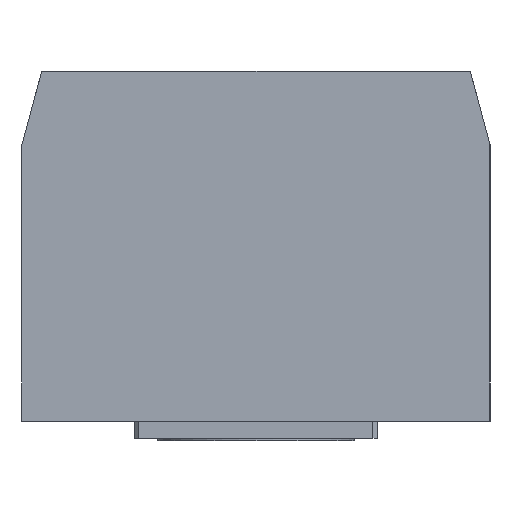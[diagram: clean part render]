
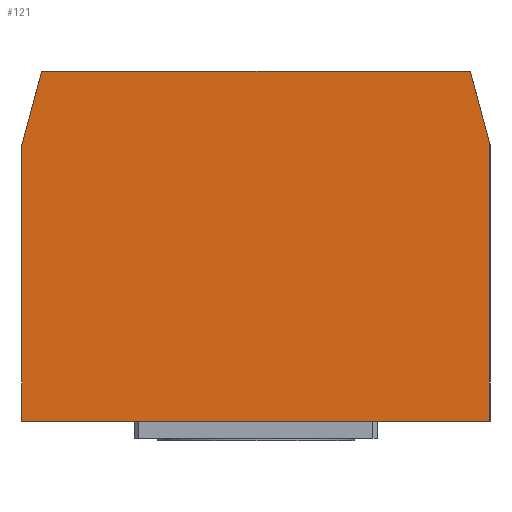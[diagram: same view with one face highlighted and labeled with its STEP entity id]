
A CAD part, left-side view. The second image highlights one B-rep face of the part: STEP entity #121.
In plain terms, the highlighted planar face has unit normal (-1, 0, 0).
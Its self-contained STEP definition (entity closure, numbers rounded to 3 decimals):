
#70=FACE_OUTER_BOUND('',#265,.T.);
#121=ADVANCED_FACE('',(#70),#178,.T.);
#178=PLANE('',#1146);
#265=EDGE_LOOP('',(#445,#446,#447,#448,#449,#450));
#445=ORIENTED_EDGE('',*,*,#746,.T.);
#446=ORIENTED_EDGE('',*,*,#796,.T.);
#447=ORIENTED_EDGE('',*,*,#797,.T.);
#448=ORIENTED_EDGE('',*,*,#798,.T.);
#449=ORIENTED_EDGE('',*,*,#799,.T.);
#450=ORIENTED_EDGE('',*,*,#800,.T.);
#650=VERTEX_POINT('',#1552);
#651=VERTEX_POINT('',#1553);
#692=VERTEX_POINT('',#1718);
#693=VERTEX_POINT('',#1720);
#694=VERTEX_POINT('',#1722);
#695=VERTEX_POINT('',#1724);
#746=EDGE_CURVE('',#650,#651,#880,.T.);
#796=EDGE_CURVE('',#651,#692,#908,.T.);
#797=EDGE_CURVE('',#692,#693,#909,.T.);
#798=EDGE_CURVE('',#693,#694,#910,.T.);
#799=EDGE_CURVE('',#694,#695,#911,.T.);
#800=EDGE_CURVE('',#695,#650,#912,.T.);
#880=LINE('',#1551,#974);
#908=LINE('',#1717,#1002);
#909=LINE('',#1719,#1003);
#910=LINE('',#1721,#1004);
#911=LINE('',#1723,#1005);
#912=LINE('',#1725,#1006);
#974=VECTOR('',#1234,1.);
#1002=VECTOR('',#1338,1.);
#1003=VECTOR('',#1339,1.);
#1004=VECTOR('',#1340,1.);
#1005=VECTOR('',#1341,1.);
#1006=VECTOR('',#1342,1.);
#1146=AXIS2_PLACEMENT_3D('',#1726,#1343,#1344);
#1234=DIRECTION('',(0.,0.,1.));
#1338=DIRECTION('',(0.,0.259,0.966));
#1339=DIRECTION('',(0.,1.,0.));
#1340=DIRECTION('',(0.,0.259,-0.966));
#1341=DIRECTION('',(0.,0.,-1.));
#1342=DIRECTION('',(0.,-1.,0.));
#1343=DIRECTION('',(-1.,0.,0.));
#1344=DIRECTION('',(0.,-1.,0.));
#1551=CARTESIAN_POINT('',(-30.024,-47.5,-9.928));
#1552=CARTESIAN_POINT('',(-30.024,-47.5,-66.));
#1553=CARTESIAN_POINT('',(-30.024,-47.5,-9.928));
#1717=CARTESIAN_POINT('',(-30.024,-47.5,-9.928));
#1718=CARTESIAN_POINT('',(-30.024,-43.5,5.));
#1719=CARTESIAN_POINT('',(-30.024,43.5,5.));
#1720=CARTESIAN_POINT('',(-30.024,43.5,5.));
#1721=CARTESIAN_POINT('',(-30.024,43.5,5.));
#1722=CARTESIAN_POINT('',(-30.024,47.5,-9.928));
#1723=CARTESIAN_POINT('',(-30.024,47.5,-66.));
#1724=CARTESIAN_POINT('',(-30.024,47.5,-66.));
#1725=CARTESIAN_POINT('',(-30.024,-47.5,-66.));
#1726=CARTESIAN_POINT('',(-30.024,-47.5,5.));
